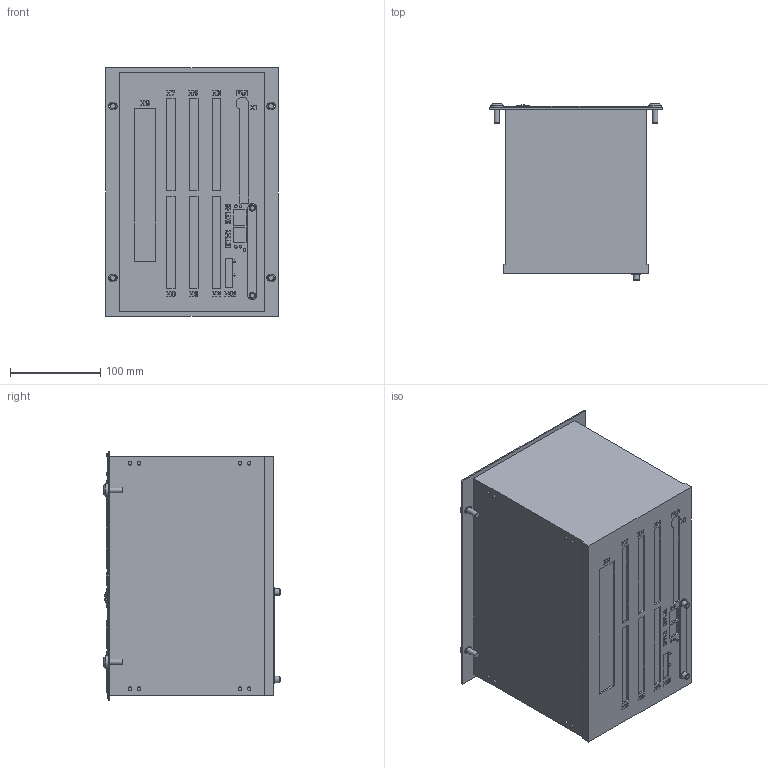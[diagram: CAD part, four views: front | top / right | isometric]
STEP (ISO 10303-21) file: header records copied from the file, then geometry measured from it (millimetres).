
FILE_DESCRIPTION(('STEP AP214'), '1');
FILE_NAME('鄹2502 217 砱謽鴈鳪', '', ('UNSPECIFIED'), ('UNSPECIFIED'), 'ASCON STEP Converter 1.3', 'ASCON Math Kernel', '');
FILE_SCHEMA(('AUTOMOTIVE_DESIGN { 1 0 10303 214 3 1 1}'));
Length unit declared in the file: millimetre
Products named in the file (1): 217 0501
Bounding box: 191.5 x 196.2 x 276 mm (x, y, z)
Volume: 7724819 mm3; surface area: 277156.6 mm2
Topology: 5 solids, 5 shells, 1265 faces, 3265 edges, 2148 vertices
Faces by surface type: plane 965, extrusion 204, cylinder 90, cone 6
Full cylindrical faces by diameter (mm): 2.5 x3, 2.501 x37, 3 x5, 4 x16, 5.8 x4, 6 x8, 7 x2, 14 x4
Entity records: 48690 total; most frequent: CARTESIAN_POINT 8436, ORIENTED_EDGE 6360, DIRECTION 5350, EDGE_CURVE 3180, VECTOR 2726, LINE 2522, VERTEX_POINT 2148, EDGE_LOOP 1528
